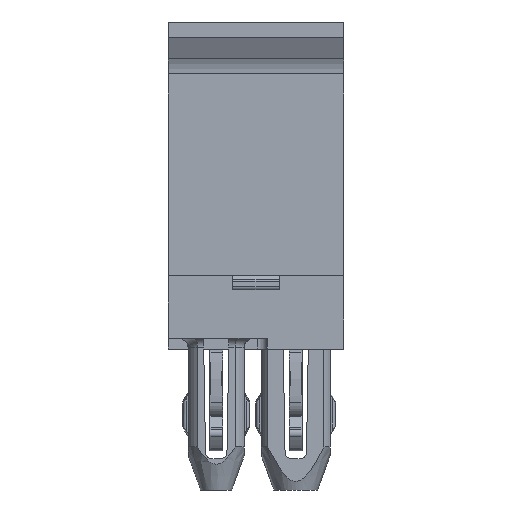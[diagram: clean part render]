
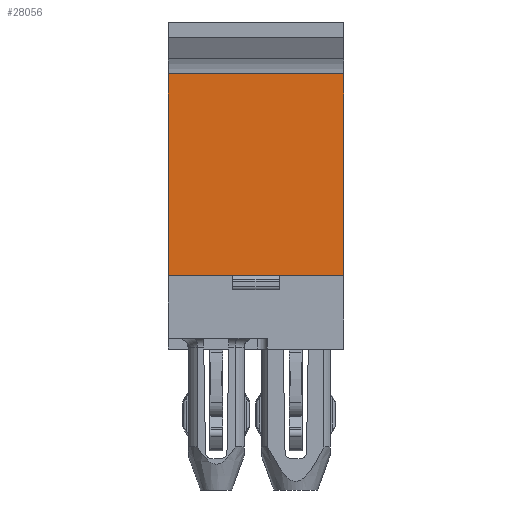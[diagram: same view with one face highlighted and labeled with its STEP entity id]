
A CAD part, left-side view. The second image highlights one B-rep face of the part: STEP entity #28056.
In plain terms, the highlighted planar face has unit normal (-1, 0, 0).
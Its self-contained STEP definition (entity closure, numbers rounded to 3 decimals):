
#1471=PLANE('',#32336);
#10031=ORIENTED_EDGE('',*,*,#14220,.F.);
#10032=ORIENTED_EDGE('',*,*,#13884,.T.);
#10033=ORIENTED_EDGE('',*,*,#14224,.T.);
#10034=ORIENTED_EDGE('',*,*,#13898,.F.);
#13884=EDGE_CURVE('',#16683,#16682,#19766,.T.);
#13898=EDGE_CURVE('',#16694,#16695,#19778,.T.);
#14220=EDGE_CURVE('',#16683,#16694,#20056,.T.);
#14224=EDGE_CURVE('',#16682,#16695,#20059,.T.);
#16682=VERTEX_POINT('',#48436);
#16683=VERTEX_POINT('',#48438);
#16694=VERTEX_POINT('',#48464);
#16695=VERTEX_POINT('',#48466);
#19766=LINE('',#48437,#22953);
#19778=LINE('',#48465,#22965);
#20056=LINE('',#49592,#23243);
#20059=LINE('',#49599,#23246);
#22953=VECTOR('',#39222,1000.);
#22965=VECTOR('',#39242,1000.);
#23243=VECTOR('',#39812,1000.);
#23246=VECTOR('',#39821,1000.);
#24753=EDGE_LOOP('',(#10031,#10032,#10033,#10034));
#26266=FACE_BOUND('',#24753,.T.);
#28056=ADVANCED_FACE('',(#26266),#1471,.F.);
#32336=AXIS2_PLACEMENT_3D('',#49600,#39822,#39823);
#39222=DIRECTION('',(0.,0.,-1.));
#39242=DIRECTION('',(0.,0.,-1.));
#39812=DIRECTION('',(0.,-1.,0.));
#39821=DIRECTION('',(0.,-1.,0.));
#39822=DIRECTION('',(1.,0.,0.));
#39823=DIRECTION('',(0.,0.,-1.));
#48436=CARTESIAN_POINT('',(-6.28,2.8,-5.7));
#48437=CARTESIAN_POINT('',(-6.28,2.8,0.));
#48438=CARTESIAN_POINT('',(-6.28,2.8,0.741));
#48464=CARTESIAN_POINT('',(-6.28,-2.8,0.741));
#48465=CARTESIAN_POINT('',(-6.28,-2.8,0.));
#48466=CARTESIAN_POINT('',(-6.28,-2.8,-5.7));
#49592=CARTESIAN_POINT('',(-6.28,0.,0.741));
#49599=CARTESIAN_POINT('',(-6.28,2.8,-5.7));
#49600=CARTESIAN_POINT('',(-6.28,2.8,1.));
